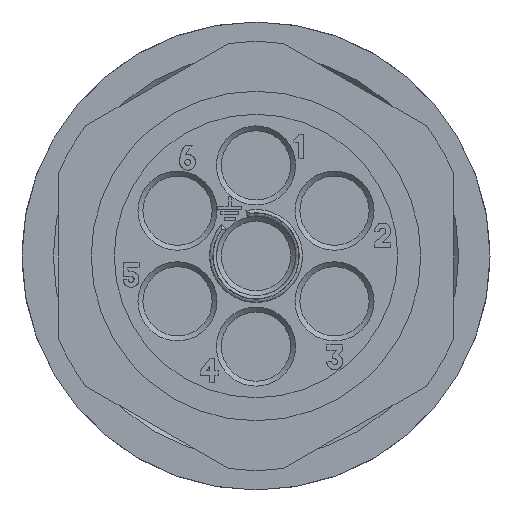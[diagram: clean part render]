
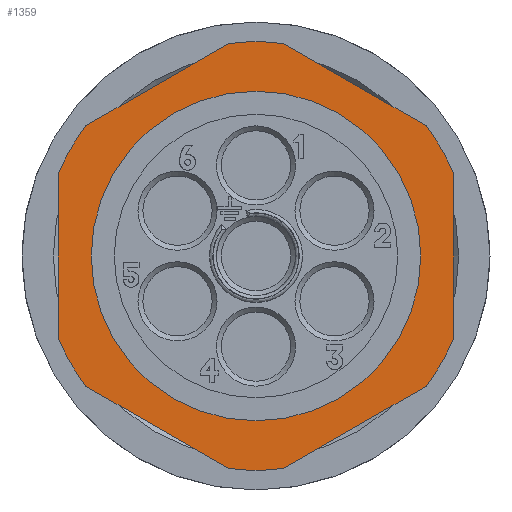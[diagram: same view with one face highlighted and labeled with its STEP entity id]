
A CAD part, front view. The second image highlights one B-rep face of the part: STEP entity #1359.
In plain terms, the highlighted planar face has unit normal (0, -1, 0).
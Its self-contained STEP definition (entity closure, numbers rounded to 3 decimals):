
#374=LINE('',#8306,#778);
#379=LINE('',#8321,#783);
#383=LINE('',#8333,#787);
#387=LINE('',#8345,#791);
#391=LINE('',#8357,#795);
#395=LINE('',#8369,#799);
#778=VECTOR('',#6029,1.);
#783=VECTOR('',#6042,1.);
#787=VECTOR('',#6054,1.);
#791=VECTOR('',#6066,1.);
#795=VECTOR('',#6078,1.);
#799=VECTOR('',#6090,1.);
#1128=FACE_BOUND('',#2086,.T.);
#1129=FACE_BOUND('',#2087,.T.);
#1359=ADVANCED_FACE('',(#1128,#1129),#1558,.T.);
#1558=PLANE('',#5192);
#2086=EDGE_LOOP('',(#3031));
#2087=EDGE_LOOP('',(#3032,#3033,#3034,#3035,#3036,#3037,#3038,#3039,#3040,
#3041,#3042,#3043));
#3031=ORIENTED_EDGE('',*,*,#4457,.T.);
#3032=ORIENTED_EDGE('',*,*,#4454,.F.);
#3033=ORIENTED_EDGE('',*,*,#4458,.F.);
#3034=ORIENTED_EDGE('',*,*,#4423,.F.);
#3035=ORIENTED_EDGE('',*,*,#4427,.F.);
#3036=ORIENTED_EDGE('',*,*,#4430,.F.);
#3037=ORIENTED_EDGE('',*,*,#4433,.F.);
#3038=ORIENTED_EDGE('',*,*,#4436,.F.);
#3039=ORIENTED_EDGE('',*,*,#4439,.F.);
#3040=ORIENTED_EDGE('',*,*,#4442,.F.);
#3041=ORIENTED_EDGE('',*,*,#4445,.F.);
#3042=ORIENTED_EDGE('',*,*,#4448,.F.);
#3043=ORIENTED_EDGE('',*,*,#4451,.F.);
#3843=VERTEX_POINT('',#8307);
#3844=VERTEX_POINT('',#8308);
#3847=VERTEX_POINT('',#8316);
#3849=VERTEX_POINT('',#8322);
#3851=VERTEX_POINT('',#8328);
#3853=VERTEX_POINT('',#8334);
#3855=VERTEX_POINT('',#8340);
#3857=VERTEX_POINT('',#8346);
#3859=VERTEX_POINT('',#8352);
#3861=VERTEX_POINT('',#8358);
#3863=VERTEX_POINT('',#8364);
#3865=VERTEX_POINT('',#8370);
#3867=VERTEX_POINT('',#8376);
#4423=EDGE_CURVE('',#3843,#3844,#374,.T.);
#4427=EDGE_CURVE('',#3847,#3843,#4862,.T.);
#4430=EDGE_CURVE('',#3849,#3847,#379,.T.);
#4433=EDGE_CURVE('',#3851,#3849,#4864,.T.);
#4436=EDGE_CURVE('',#3853,#3851,#383,.T.);
#4439=EDGE_CURVE('',#3855,#3853,#4866,.T.);
#4442=EDGE_CURVE('',#3857,#3855,#387,.T.);
#4445=EDGE_CURVE('',#3859,#3857,#4868,.T.);
#4448=EDGE_CURVE('',#3861,#3859,#391,.T.);
#4451=EDGE_CURVE('',#3863,#3861,#4870,.T.);
#4454=EDGE_CURVE('',#3865,#3863,#395,.T.);
#4457=EDGE_CURVE('',#3867,#3867,#4872,.T.);
#4458=EDGE_CURVE('',#3844,#3865,#4873,.T.);
#4862=CIRCLE('',#5170,13.);
#4864=CIRCLE('',#5174,13.);
#4866=CIRCLE('',#5178,13.);
#4868=CIRCLE('',#5182,13.);
#4870=CIRCLE('',#5186,13.);
#4872=CIRCLE('',#5190,10.);
#4873=CIRCLE('',#5191,13.);
#5170=AXIS2_PLACEMENT_3D('',#8315,#6035,#6036);
#5174=AXIS2_PLACEMENT_3D('',#8327,#6047,#6048);
#5178=AXIS2_PLACEMENT_3D('',#8339,#6059,#6060);
#5182=AXIS2_PLACEMENT_3D('',#8351,#6071,#6072);
#5186=AXIS2_PLACEMENT_3D('',#8363,#6083,#6084);
#5190=AXIS2_PLACEMENT_3D('',#8375,#6095,#6096);
#5191=AXIS2_PLACEMENT_3D('',#8377,#6097,#6098);
#5192=AXIS2_PLACEMENT_3D('',#8378,#6099,#6100);
#6029=DIRECTION('',(0.,0.,-1.));
#6035=DIRECTION('',(0.,1.,0.));
#6036=DIRECTION('',(0.794,0.,0.608));
#6042=DIRECTION('',(0.866,0.,-0.5));
#6047=DIRECTION('',(0.,1.,0.));
#6048=DIRECTION('',(-0.129,0.,0.992));
#6054=DIRECTION('',(0.866,0.,0.5));
#6059=DIRECTION('',(0.,1.,0.));
#6060=DIRECTION('',(-0.923,0.,0.385));
#6066=DIRECTION('',(0.,0.,1.));
#6071=DIRECTION('',(0.,1.,0.));
#6072=DIRECTION('',(-0.794,0.,-0.608));
#6078=DIRECTION('',(-0.866,0.,0.5));
#6083=DIRECTION('',(0.,1.,0.));
#6084=DIRECTION('',(0.129,0.,-0.992));
#6090=DIRECTION('',(-0.866,0.,-0.5));
#6095=DIRECTION('',(0.,1.,0.));
#6096=DIRECTION('',(0.,0.,-1.));
#6097=DIRECTION('',(0.,1.,0.));
#6098=DIRECTION('',(0.923,0.,-0.385));
#6099=DIRECTION('',(0.,-1.,0.));
#6100=DIRECTION('',(1.,0.,0.));
#8306=CARTESIAN_POINT('',(12.,6.5,5.));
#8307=CARTESIAN_POINT('',(12.,6.5,5.));
#8308=CARTESIAN_POINT('',(12.,6.5,-5.));
#8315=CARTESIAN_POINT('',(0.,6.5,0.));
#8316=CARTESIAN_POINT('',(10.322,6.5,7.903));
#8321=CARTESIAN_POINT('',(1.678,6.5,12.891));
#8322=CARTESIAN_POINT('',(1.678,6.5,12.891));
#8327=CARTESIAN_POINT('',(0.,6.5,0.));
#8328=CARTESIAN_POINT('',(-1.678,6.5,12.891));
#8333=CARTESIAN_POINT('',(-10.322,6.5,7.903));
#8334=CARTESIAN_POINT('',(-10.322,6.5,7.903));
#8339=CARTESIAN_POINT('',(0.,6.5,0.));
#8340=CARTESIAN_POINT('',(-12.,6.5,5.));
#8345=CARTESIAN_POINT('',(-12.,6.5,-5.));
#8346=CARTESIAN_POINT('',(-12.,6.5,-5.));
#8351=CARTESIAN_POINT('',(0.,6.5,0.));
#8352=CARTESIAN_POINT('',(-10.322,6.5,-7.903));
#8357=CARTESIAN_POINT('',(-1.678,6.5,-12.891));
#8358=CARTESIAN_POINT('',(-1.678,6.5,-12.891));
#8363=CARTESIAN_POINT('',(0.,6.5,0.));
#8364=CARTESIAN_POINT('',(1.678,6.5,-12.891));
#8369=CARTESIAN_POINT('',(10.322,6.5,-7.903));
#8370=CARTESIAN_POINT('',(10.322,6.5,-7.903));
#8375=CARTESIAN_POINT('',(0.,6.5,0.));
#8376=CARTESIAN_POINT('',(0.,6.5,-10.));
#8377=CARTESIAN_POINT('',(0.,6.5,0.));
#8378=CARTESIAN_POINT('',(-13.2,6.5,-14.3));
